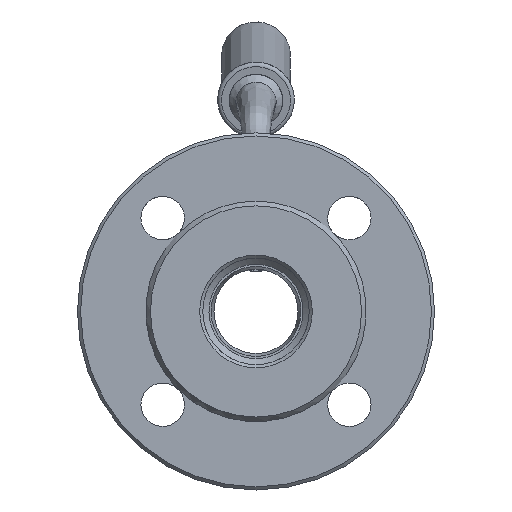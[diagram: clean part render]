
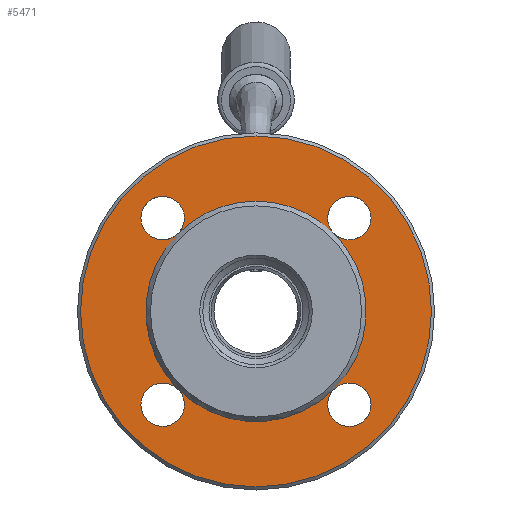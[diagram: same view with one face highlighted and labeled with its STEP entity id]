
A CAD part, front view. The second image highlights one B-rep face of the part: STEP entity #5471.
In plain terms, the highlighted planar face has unit normal (0, -1, 0).
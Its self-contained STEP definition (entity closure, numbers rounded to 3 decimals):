
#5321=CARTESIAN_POINT('',(0.,-78.001,56.5));
#5322=VERTEX_POINT('',#5321);
#5329=CARTESIAN_POINT('',(-0.,-78.001,-56.5));
#5330=VERTEX_POINT('',#5329);
#5331=CARTESIAN_POINT('',(0.,-78.001,0.));
#5332=DIRECTION('',(0.,-1.,0.));
#5333=DIRECTION('',(0.,0.,-1.));
#5334=AXIS2_PLACEMENT_3D('',#5331,#5332,#5333);
#5335=CIRCLE('',#5334,56.5);
#5336=EDGE_CURVE('',#5330,#5322,#5335,.T.);
#5338=CARTESIAN_POINT('',(0.,-78.001,0.));
#5339=DIRECTION('',(0.,-1.,0.));
#5340=DIRECTION('',(0.,0.,-1.));
#5341=AXIS2_PLACEMENT_3D('',#5338,#5339,#5340);
#5342=CIRCLE('',#5341,56.5);
#5343=EDGE_CURVE('',#5322,#5330,#5342,.T.);
#5351=CARTESIAN_POINT('',(0.,-78.001,35.5));
#5352=DIRECTION('',(0.,-1.,0.));
#5353=DIRECTION('',(0.,0.,-1.));
#5354=AXIS2_PLACEMENT_3D('',#5351,#5352,#5353);
#5355=PLANE('',#5354);
#5356=ORIENTED_EDGE('',*,*,#5336,.T.);
#5357=ORIENTED_EDGE('',*,*,#5343,.T.);
#5358=EDGE_LOOP('',(#5356,#5357));
#5359=FACE_BOUND('',#5358,.T.);
#5360=CARTESIAN_POINT('',(-25.102,-78.001,25.102));
#5361=VERTEX_POINT('',#5360);
#5362=CARTESIAN_POINT('',(-25.102,-78.001,-25.102));
#5363=VERTEX_POINT('',#5362);
#5364=CARTESIAN_POINT('',(0.,-78.001,0.));
#5365=DIRECTION('',(0.,-1.,0.));
#5366=DIRECTION('',(0.,0.,-1.));
#5367=AXIS2_PLACEMENT_3D('',#5364,#5365,#5366);
#5368=CIRCLE('',#5367,35.5);
#5369=EDGE_CURVE('',#5361,#5363,#5368,.T.);
#5370=ORIENTED_EDGE('',*,*,#5369,.F.);
#5371=CARTESIAN_POINT('',(-23.052,-78.001,30.052));
#5372=VERTEX_POINT('',#5371);
#5373=CARTESIAN_POINT('',(-30.052,-78.001,30.052));
#5374=DIRECTION('',(0.,-1.,0.));
#5375=DIRECTION('',(1.,0.,0.));
#5376=AXIS2_PLACEMENT_3D('',#5373,#5374,#5375);
#5377=CIRCLE('',#5376,7.);
#5378=EDGE_CURVE('',#5372,#5361,#5377,.T.);
#5379=ORIENTED_EDGE('',*,*,#5378,.F.);
#5380=CARTESIAN_POINT('',(-30.052,-78.001,30.052));
#5381=DIRECTION('',(0.,-1.,0.));
#5382=DIRECTION('',(1.,0.,0.));
#5383=AXIS2_PLACEMENT_3D('',#5380,#5381,#5382);
#5384=CIRCLE('',#5383,7.);
#5385=EDGE_CURVE('',#5361,#5372,#5384,.T.);
#5386=ORIENTED_EDGE('',*,*,#5385,.F.);
#5387=CARTESIAN_POINT('',(0.,-78.001,35.5));
#5388=VERTEX_POINT('',#5387);
#5389=CARTESIAN_POINT('',(0.,-78.001,0.));
#5390=DIRECTION('',(0.,-1.,0.));
#5391=DIRECTION('',(0.,0.,-1.));
#5392=AXIS2_PLACEMENT_3D('',#5389,#5390,#5391);
#5393=CIRCLE('',#5392,35.5);
#5394=EDGE_CURVE('',#5388,#5361,#5393,.T.);
#5395=ORIENTED_EDGE('',*,*,#5394,.F.);
#5396=CARTESIAN_POINT('',(25.102,-78.001,25.102));
#5397=VERTEX_POINT('',#5396);
#5398=CARTESIAN_POINT('',(0.,-78.001,0.));
#5399=DIRECTION('',(0.,-1.,0.));
#5400=DIRECTION('',(0.,0.,-1.));
#5401=AXIS2_PLACEMENT_3D('',#5398,#5399,#5400);
#5402=CIRCLE('',#5401,35.5);
#5403=EDGE_CURVE('',#5397,#5388,#5402,.T.);
#5404=ORIENTED_EDGE('',*,*,#5403,.F.);
#5405=CARTESIAN_POINT('',(37.052,-78.001,30.052));
#5406=VERTEX_POINT('',#5405);
#5407=CARTESIAN_POINT('',(30.052,-78.001,30.052));
#5408=DIRECTION('',(0.,-1.,0.));
#5409=DIRECTION('',(1.,0.,0.));
#5410=AXIS2_PLACEMENT_3D('',#5407,#5408,#5409);
#5411=CIRCLE('',#5410,7.);
#5412=EDGE_CURVE('',#5406,#5397,#5411,.T.);
#5413=ORIENTED_EDGE('',*,*,#5412,.F.);
#5414=CARTESIAN_POINT('',(30.052,-78.001,30.052));
#5415=DIRECTION('',(0.,-1.,0.));
#5416=DIRECTION('',(1.,0.,0.));
#5417=AXIS2_PLACEMENT_3D('',#5414,#5415,#5416);
#5418=CIRCLE('',#5417,7.);
#5419=EDGE_CURVE('',#5397,#5406,#5418,.T.);
#5420=ORIENTED_EDGE('',*,*,#5419,.F.);
#5421=CARTESIAN_POINT('',(25.102,-78.001,-25.102));
#5422=VERTEX_POINT('',#5421);
#5423=CARTESIAN_POINT('',(0.,-78.001,0.));
#5424=DIRECTION('',(0.,-1.,0.));
#5425=DIRECTION('',(0.,0.,-1.));
#5426=AXIS2_PLACEMENT_3D('',#5423,#5424,#5425);
#5427=CIRCLE('',#5426,35.5);
#5428=EDGE_CURVE('',#5422,#5397,#5427,.T.);
#5429=ORIENTED_EDGE('',*,*,#5428,.F.);
#5430=CARTESIAN_POINT('',(37.052,-78.001,-30.052));
#5431=VERTEX_POINT('',#5430);
#5432=CARTESIAN_POINT('',(30.052,-78.001,-30.052));
#5433=DIRECTION('',(0.,-1.,0.));
#5434=DIRECTION('',(1.,0.,0.));
#5435=AXIS2_PLACEMENT_3D('',#5432,#5433,#5434);
#5436=CIRCLE('',#5435,7.);
#5437=EDGE_CURVE('',#5431,#5422,#5436,.T.);
#5438=ORIENTED_EDGE('',*,*,#5437,.F.);
#5439=CARTESIAN_POINT('',(30.052,-78.001,-30.052));
#5440=DIRECTION('',(0.,-1.,0.));
#5441=DIRECTION('',(1.,0.,0.));
#5442=AXIS2_PLACEMENT_3D('',#5439,#5440,#5441);
#5443=CIRCLE('',#5442,7.);
#5444=EDGE_CURVE('',#5422,#5431,#5443,.T.);
#5445=ORIENTED_EDGE('',*,*,#5444,.F.);
#5446=CARTESIAN_POINT('',(0.,-78.001,0.));
#5447=DIRECTION('',(0.,-1.,0.));
#5448=DIRECTION('',(0.,0.,-1.));
#5449=AXIS2_PLACEMENT_3D('',#5446,#5447,#5448);
#5450=CIRCLE('',#5449,35.5);
#5451=EDGE_CURVE('',#5363,#5422,#5450,.T.);
#5452=ORIENTED_EDGE('',*,*,#5451,.F.);
#5453=CARTESIAN_POINT('',(-23.052,-78.001,-30.052));
#5454=VERTEX_POINT('',#5453);
#5455=CARTESIAN_POINT('',(-30.052,-78.001,-30.052));
#5456=DIRECTION('',(0.,-1.,0.));
#5457=DIRECTION('',(1.,0.,0.));
#5458=AXIS2_PLACEMENT_3D('',#5455,#5456,#5457);
#5459=CIRCLE('',#5458,7.);
#5460=EDGE_CURVE('',#5454,#5363,#5459,.T.);
#5461=ORIENTED_EDGE('',*,*,#5460,.F.);
#5462=CARTESIAN_POINT('',(-30.052,-78.001,-30.052));
#5463=DIRECTION('',(0.,-1.,0.));
#5464=DIRECTION('',(1.,0.,0.));
#5465=AXIS2_PLACEMENT_3D('',#5462,#5463,#5464);
#5466=CIRCLE('',#5465,7.);
#5467=EDGE_CURVE('',#5363,#5454,#5466,.T.);
#5468=ORIENTED_EDGE('',*,*,#5467,.F.);
#5469=EDGE_LOOP('',(#5370,#5379,#5386,#5395,#5404,#5413,#5420,#5429,#5438,#5445,#5452,#5461,#5468));
#5470=FACE_BOUND('',#5469,.T.);
#5471=ADVANCED_FACE('',(#5359,#5470),#5355,.T.);
